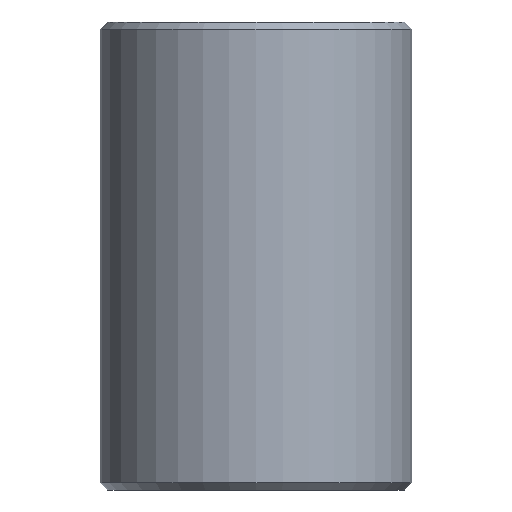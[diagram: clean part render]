
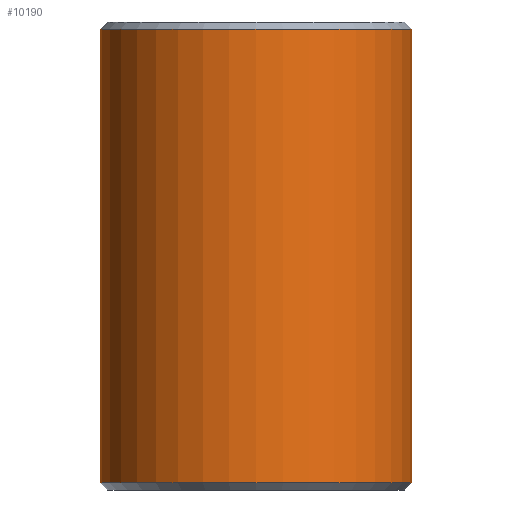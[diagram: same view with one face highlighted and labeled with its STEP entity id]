
A CAD part, front view. The second image highlights one B-rep face of the part: STEP entity #10190.
In plain terms, the highlighted cylindrical face has radius 21.65 mm (diameter 43.3 mm), a partial arc.
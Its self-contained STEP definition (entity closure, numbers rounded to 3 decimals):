
#426 = DIRECTION ( 'NONE',  ( 1., 0., 0. ) ) ;
#1265 = ORIENTED_EDGE ( 'NONE', *, *, #5956, .F. ) ;
#1438 = VERTEX_POINT ( 'NONE', #3765 ) ;
#1801 = VERTEX_POINT ( 'NONE', #11982 ) ;
#2058 = DIRECTION ( 'NONE',  ( -1., 0., 0. ) ) ;
#2306 = CIRCLE ( 'NONE', #7144, 21.65 ) ;
#2307 = ORIENTED_EDGE ( 'NONE', *, *, #4639, .T. ) ;
#2537 = DIRECTION ( 'NONE',  ( 0., 0., -1. ) ) ;
#3521 = DIRECTION ( 'NONE',  ( 1., 0., 0. ) ) ;
#3765 = CARTESIAN_POINT ( 'NONE',  ( 21.65, 0., -31.5 ) ) ;
#4208 = AXIS2_PLACEMENT_3D ( 'NONE', #8869, #9913, #2058 ) ;
#4473 = DIRECTION ( 'NONE',  ( 0., 0., -1. ) ) ;
#4639 = EDGE_CURVE ( 'NONE', #10865, #1801, #9381, .T. ) ;
#4944 = CARTESIAN_POINT ( 'NONE',  ( 21.65, 0., 32.5 ) ) ;
#5240 = DIRECTION ( 'NONE',  ( 0., 0., 1. ) ) ;
#5280 = CIRCLE ( 'NONE', #12207, 21.65 ) ;
#5393 = EDGE_CURVE ( 'NONE', #9393, #10865, #2306, .T. ) ;
#5709 = ORIENTED_EDGE ( 'NONE', *, *, #5393, .T. ) ;
#5956 = EDGE_CURVE ( 'NONE', #9393, #1438, #11464, .T. ) ;
#6021 = CARTESIAN_POINT ( 'NONE',  ( -21.65, 0., 32.5 ) ) ;
#6775 = EDGE_LOOP ( 'NONE', ( #1265, #5709, #2307, #12018 ) ) ;
#6850 = VECTOR ( 'NONE', #4473, 1000. ) ;
#7144 = AXIS2_PLACEMENT_3D ( 'NONE', #11150, #2537, #3521 ) ;
#8114 = FACE_OUTER_BOUND ( 'NONE', #6775, .T. ) ;
#8869 = CARTESIAN_POINT ( 'NONE',  ( 0., 0., 32.5 ) ) ;
#8929 = VECTOR ( 'NONE', #10715, 1000. ) ;
#8963 = CARTESIAN_POINT ( 'NONE',  ( 21.65, 0., 31.5 ) ) ;
#9381 = LINE ( 'NONE', #6021, #6850 ) ;
#9393 = VERTEX_POINT ( 'NONE', #8963 ) ;
#9503 = EDGE_CURVE ( 'NONE', #1801, #1438, #5280, .T. ) ;
#9913 = DIRECTION ( 'NONE',  ( 0., 0., -1. ) ) ;
#10002 = CARTESIAN_POINT ( 'NONE',  ( 0., 0., -31.5 ) ) ;
#10190 = ADVANCED_FACE ( 'NONE', ( #8114 ), #11257, .T. ) ;
#10715 = DIRECTION ( 'NONE',  ( 0., 0., -1. ) ) ;
#10865 = VERTEX_POINT ( 'NONE', #11989 ) ;
#11150 = CARTESIAN_POINT ( 'NONE',  ( 0., 0., 31.5 ) ) ;
#11257 = CYLINDRICAL_SURFACE ( 'NONE', #4208, 21.65 ) ;
#11464 = LINE ( 'NONE', #4944, #8929 ) ;
#11982 = CARTESIAN_POINT ( 'NONE',  ( -21.65, 0., -31.5 ) ) ;
#11989 = CARTESIAN_POINT ( 'NONE',  ( -21.65, 0., 31.5 ) ) ;
#12018 = ORIENTED_EDGE ( 'NONE', *, *, #9503, .T. ) ;
#12207 = AXIS2_PLACEMENT_3D ( 'NONE', #10002, #5240, #426 ) ;
